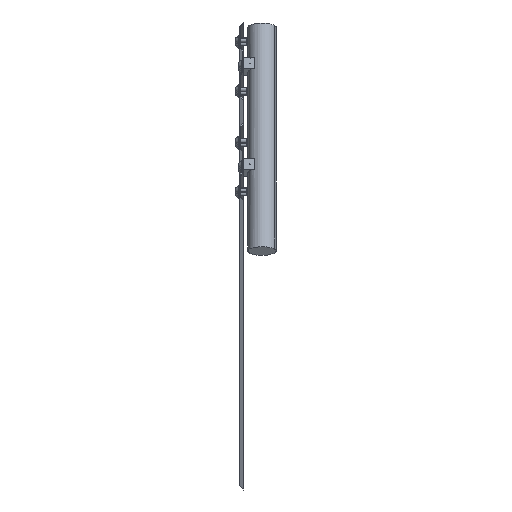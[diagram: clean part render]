
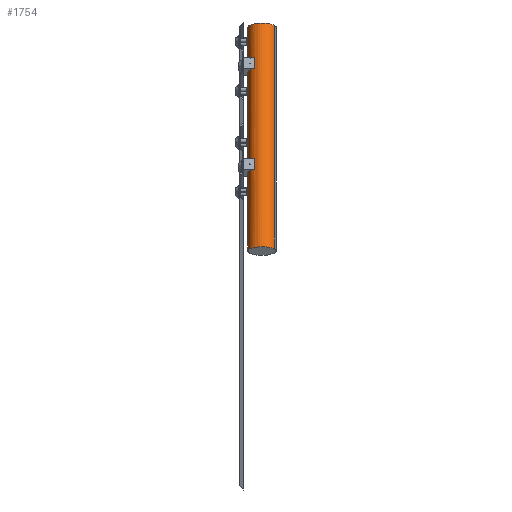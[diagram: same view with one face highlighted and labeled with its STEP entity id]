
A CAD part, left-side view. The second image highlights one B-rep face of the part: STEP entity #1754.
In plain terms, the highlighted cylindrical face has radius 60 mm (diameter 120 mm), a partial arc.
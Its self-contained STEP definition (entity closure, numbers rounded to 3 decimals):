
#1403=CARTESIAN_POINT('Vertex',(52.655,-450.,28.766)) ;
#1406=CARTESIAN_POINT('Axis2P3D Location',(0.,-450.,0.)) ;
#1410=CARTESIAN_POINT('Vertex',(33.166,-450.,-50.)) ;
#1445=CARTESIAN_POINT('Line Origine',(33.166,-425.,-50.)) ;
#1449=CARTESIAN_POINT('Vertex',(33.166,-400.,-50.)) ;
#1476=CARTESIAN_POINT('Axis2P3D Location',(0.,-400.,0.)) ;
#1480=CARTESIAN_POINT('Vertex',(52.655,-400.,28.766)) ;
#1541=CARTESIAN_POINT('Vertex',(33.166,0.,-50.)) ;
#1564=CARTESIAN_POINT('Vertex',(52.655,0.,28.766)) ;
#1567=CARTESIAN_POINT('Axis2P3D Location',(0.,0.,0.)) ;
#1580=CARTESIAN_POINT('Line Origine',(33.166,25.,-50.)) ;
#1584=CARTESIAN_POINT('Vertex',(33.166,50.,-50.)) ;
#1625=CARTESIAN_POINT('Axis2P3D Location',(0.,50.,0.)) ;
#1629=CARTESIAN_POINT('Vertex',(52.655,50.,28.766)) ;
#1671=CARTESIAN_POINT('Vertex',(52.655,-800.,28.766)) ;
#1673=CARTESIAN_POINT('Vertex',(-52.655,-800.,-28.766)) ;
#1676=CARTESIAN_POINT('Axis2P3D Location',(0.,-800.,0.)) ;
#1686=CARTESIAN_POINT('Axis2P3D Location',(0.,-300.,0.)) ;
#1691=CARTESIAN_POINT('Line Origine',(52.655,-300.,28.766)) ;
#1696=CARTESIAN_POINT('Line Origine',(52.655,-300.,28.766)) ;
#1700=CARTESIAN_POINT('Vertex',(52.655,200.,28.766)) ;
#1707=CARTESIAN_POINT('Vertex',(-52.655,200.,-28.766)) ;
#1710=CARTESIAN_POINT('Line Origine',(-52.655,-300.,-28.766)) ;
#1715=CARTESIAN_POINT('Line Origine',(52.655,-300.,28.766)) ;
#1735=CARTESIAN_POINT('Axis2P3D Location',(0.,200.,0.)) ;
#1407=DIRECTION('Axis2P3D Direction',(0.,1.,0.)) ;
#1446=DIRECTION('Vector Direction',(0.,1.,0.)) ;
#1477=DIRECTION('Axis2P3D Direction',(0.,-1.,0.)) ;
#1568=DIRECTION('Axis2P3D Direction',(0.,-1.,0.)) ;
#1581=DIRECTION('Vector Direction',(0.,1.,0.)) ;
#1626=DIRECTION('Axis2P3D Direction',(0.,1.,0.)) ;
#1677=DIRECTION('Axis2P3D Direction',(0.,-1.,0.)) ;
#1687=DIRECTION('Axis2P3D Direction',(0.,-1.,0.)) ;
#1688=DIRECTION('Axis2P3D XDirection',(0.878,0.,0.479)) ;
#1692=DIRECTION('Vector Direction',(0.,-1.,0.)) ;
#1697=DIRECTION('Vector Direction',(0.,-1.,0.)) ;
#1711=DIRECTION('Vector Direction',(0.,-1.,0.)) ;
#1716=DIRECTION('Vector Direction',(0.,-1.,0.)) ;
#1736=DIRECTION('Axis2P3D Direction',(0.,-1.,0.)) ;
#1408=AXIS2_PLACEMENT_3D('Circle Axis2P3D',#1406,#1407,$) ;
#1478=AXIS2_PLACEMENT_3D('Circle Axis2P3D',#1476,#1477,$) ;
#1569=AXIS2_PLACEMENT_3D('Circle Axis2P3D',#1567,#1568,$) ;
#1627=AXIS2_PLACEMENT_3D('Circle Axis2P3D',#1625,#1626,$) ;
#1678=AXIS2_PLACEMENT_3D('Circle Axis2P3D',#1676,#1677,$) ;
#1689=AXIS2_PLACEMENT_3D('Cylinder Axis2P3D',#1686,#1687,#1688) ;
#1737=AXIS2_PLACEMENT_3D('Circle Axis2P3D',#1735,#1736,$) ;
#1741=ORIENTED_EDGE('',*,*,#1695,.F.) ;
#1742=ORIENTED_EDGE('',*,*,#1482,.F.) ;
#1743=ORIENTED_EDGE('',*,*,#1451,.F.) ;
#1744=ORIENTED_EDGE('',*,*,#1412,.F.) ;
#1745=ORIENTED_EDGE('',*,*,#1719,.F.) ;
#1746=ORIENTED_EDGE('',*,*,#1680,.F.) ;
#1747=ORIENTED_EDGE('',*,*,#1714,.T.) ;
#1748=ORIENTED_EDGE('',*,*,#1739,.T.) ;
#1749=ORIENTED_EDGE('',*,*,#1702,.F.) ;
#1750=ORIENTED_EDGE('',*,*,#1631,.T.) ;
#1751=ORIENTED_EDGE('',*,*,#1586,.F.) ;
#1752=ORIENTED_EDGE('',*,*,#1571,.T.) ;
#1447=VECTOR('Line Direction',#1446,1.) ;
#1582=VECTOR('Line Direction',#1581,1.) ;
#1693=VECTOR('Line Direction',#1692,1.) ;
#1698=VECTOR('Line Direction',#1697,1.) ;
#1712=VECTOR('Line Direction',#1711,1.) ;
#1717=VECTOR('Line Direction',#1716,1.) ;
#1754=ADVANCED_FACE('',(#1753),#1690,.T.) ;
#1409=CIRCLE('generated circle',#1408,60.) ;
#1479=CIRCLE('generated circle',#1478,60.) ;
#1570=CIRCLE('generated circle',#1569,60.) ;
#1628=CIRCLE('generated circle',#1627,60.) ;
#1679=CIRCLE('generated circle',#1678,60.) ;
#1738=CIRCLE('generated circle',#1737,60.) ;
#1690=CYLINDRICAL_SURFACE('generated cylinder',#1689,60.) ;
#1412=EDGE_CURVE('',#1404,#1411,#1409,.T.) ;
#1451=EDGE_CURVE('',#1411,#1450,#1448,.T.) ;
#1482=EDGE_CURVE('',#1450,#1481,#1479,.T.) ;
#1571=EDGE_CURVE('',#1542,#1565,#1570,.T.) ;
#1586=EDGE_CURVE('',#1542,#1585,#1583,.T.) ;
#1631=EDGE_CURVE('',#1630,#1585,#1628,.T.) ;
#1680=EDGE_CURVE('',#1674,#1672,#1679,.T.) ;
#1695=EDGE_CURVE('',#1481,#1565,#1694,.F.) ;
#1702=EDGE_CURVE('',#1630,#1701,#1699,.F.) ;
#1714=EDGE_CURVE('',#1674,#1708,#1713,.F.) ;
#1719=EDGE_CURVE('',#1672,#1404,#1718,.F.) ;
#1739=EDGE_CURVE('',#1708,#1701,#1738,.T.) ;
#1740=EDGE_LOOP('',(#1741,#1742,#1743,#1744,#1745,#1746,#1747,#1748,#1749,#1750,#1751,#1752)) ;
#1753=FACE_OUTER_BOUND('',#1740,.T.) ;
#1448=LINE('Line',#1445,#1447) ;
#1583=LINE('Line',#1580,#1582) ;
#1694=LINE('Line',#1691,#1693) ;
#1699=LINE('Line',#1696,#1698) ;
#1713=LINE('Line',#1710,#1712) ;
#1718=LINE('Line',#1715,#1717) ;
#1404=VERTEX_POINT('',#1403) ;
#1411=VERTEX_POINT('',#1410) ;
#1450=VERTEX_POINT('',#1449) ;
#1481=VERTEX_POINT('',#1480) ;
#1542=VERTEX_POINT('',#1541) ;
#1565=VERTEX_POINT('',#1564) ;
#1585=VERTEX_POINT('',#1584) ;
#1630=VERTEX_POINT('',#1629) ;
#1672=VERTEX_POINT('',#1671) ;
#1674=VERTEX_POINT('',#1673) ;
#1701=VERTEX_POINT('',#1700) ;
#1708=VERTEX_POINT('',#1707) ;
